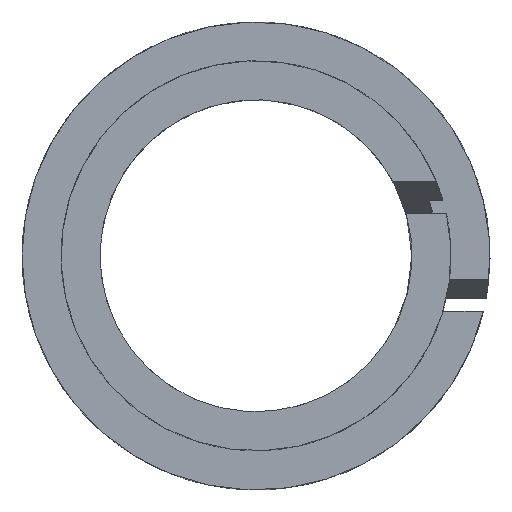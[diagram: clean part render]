
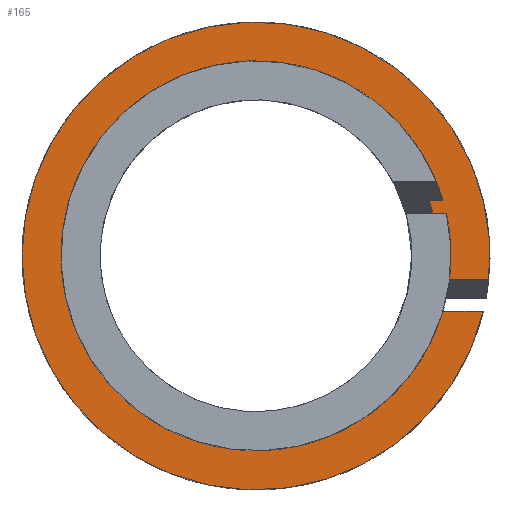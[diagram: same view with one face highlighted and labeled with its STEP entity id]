
A CAD part, top view. The second image highlights one B-rep face of the part: STEP entity #165.
In plain terms, the highlighted planar face has unit normal (0, 0, 1).
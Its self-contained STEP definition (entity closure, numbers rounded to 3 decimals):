
#13=LINE($,#284,#21);
#14=LINE($,#285,#22);
#21=VECTOR($,#226,1.598);
#22=VECTOR($,#227,1.648);
#29=PLANE($,#186);
#37=FACE_OUTER_BOUND($,#47,.T.);
#47=EDGE_LOOP($,(#119,#120,#121,#122));
#64=CIRCLE($,#179,7.144);
#66=CIRCLE($,#185,5.556);
#73=VERTEX_POINT($,#269);
#74=VERTEX_POINT($,#271);
#75=VERTEX_POINT($,#275);
#78=VERTEX_POINT($,#280);
#89=EDGE_CURVE($,#73,#74,#64,.T.);
#94=EDGE_CURVE($,#75,#78,#66,.T.);
#95=EDGE_CURVE($,#78,#74,#13,.T.);
#96=EDGE_CURVE($,#73,#75,#14,.T.);
#119=ORIENTED_EDGE($,*,*,#95,.T.);
#120=ORIENTED_EDGE($,*,*,#89,.F.);
#121=ORIENTED_EDGE($,*,*,#96,.T.);
#122=ORIENTED_EDGE($,*,*,#94,.T.);
#165=ADVANCED_FACE($,(#37),#29,.T.);
#179=AXIS2_PLACEMENT_3D($,#272,#210,#211);
#185=AXIS2_PLACEMENT_3D($,#282,#222,#223);
#186=AXIS2_PLACEMENT_3D($,#283,#224,#225);
#210=DIRECTION('center_axis',(0.,0.,-1.));
#211=DIRECTION('ref_axis',(1.,0.,0.));
#222=DIRECTION('center_axis',(0.,0.,-1.));
#223=DIRECTION('ref_axis',(1.,0.,0.));
#224=DIRECTION('center_axis',(0.,0.,1.));
#225=DIRECTION('ref_axis',(1.,0.,0.));
#226=DIRECTION($,(1.,0.,0.));
#227=DIRECTION($,(-1.,0.,0.));
#269=CARTESIAN_POINT('',(6.94,-1.694,0.813));
#271=CARTESIAN_POINT('',(7.107,-0.725,0.813));
#272=CARTESIAN_POINT('Origin',(0.,0.,0.813));
#275=CARTESIAN_POINT('',(5.292,-1.694,0.813));
#280=CARTESIAN_POINT('',(5.509,-0.725,0.813));
#282=CARTESIAN_POINT('Origin',(0.,0.,0.813));
#283=CARTESIAN_POINT('Origin',(6.35,0.,0.813));
#284=CARTESIAN_POINT($,(5.509,-0.725,0.813));
#285=CARTESIAN_POINT($,(6.94,-1.694,0.813));
